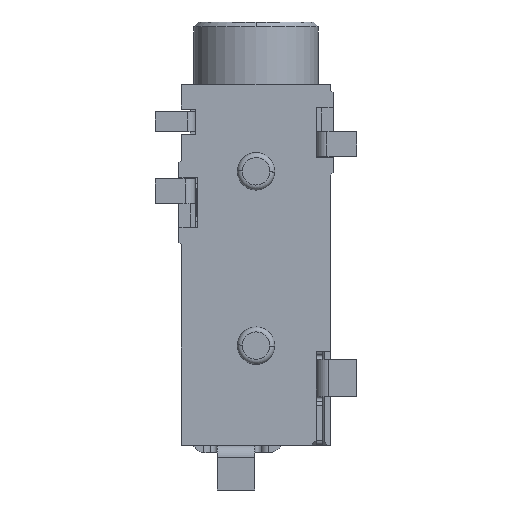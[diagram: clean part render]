
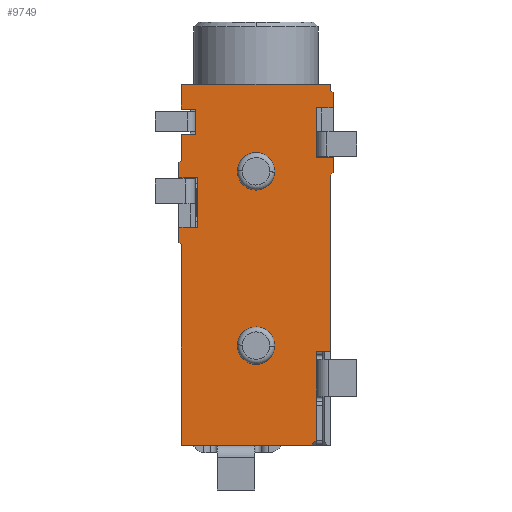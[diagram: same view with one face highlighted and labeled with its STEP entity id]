
A CAD part, front view. The second image highlights one B-rep face of the part: STEP entity #9749.
In plain terms, the highlighted planar face has unit normal (0, -1, 0).
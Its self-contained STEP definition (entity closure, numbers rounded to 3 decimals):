
#73=DIRECTION('',(1.,0.,0.));
#74=VECTOR('',#73,0.57);
#75=CARTESIAN_POINT('',(-3.,-2.5,-4.5));
#76=LINE('',#75,#74);
#105=DIRECTION('',(-1.,0.,0.));
#106=VECTOR('',#105,0.57);
#107=CARTESIAN_POINT('',(-2.43,-2.5,-3.5));
#108=LINE('',#107,#106);
#309=DIRECTION('',(0.,0.,1.));
#310=VECTOR('',#309,1.);
#311=CARTESIAN_POINT('',(-2.43,-2.5,-4.5));
#312=LINE('',#311,#310);
#317=CARTESIAN_POINT('',(0.,-2.5,-13.));
#318=DIRECTION('',(0.,1.,0.));
#319=DIRECTION('',(-1.,0.,0.));
#320=AXIS2_PLACEMENT_3D('',#317,#318,#319);
#322=CARTESIAN_POINT('',(0.,-2.5,-6.));
#323=DIRECTION('',(0.,1.,0.));
#324=DIRECTION('',(-1.,0.,0.));
#325=AXIS2_PLACEMENT_3D('',#322,#323,#324);
#327=DIRECTION('',(0.,0.,-1.));
#328=VECTOR('',#327,8.05);
#329=CARTESIAN_POINT('',(-3.,-2.5,-8.95));
#330=LINE('',#329,#328);
#331=DIRECTION('',(0.707,0.,-0.707));
#332=VECTOR('',#331,0.141);
#333=CARTESIAN_POINT('',(-3.1,-2.5,-8.85));
#334=LINE('',#333,#332);
#335=DIRECTION('',(0.,0.,-1.));
#336=VECTOR('',#335,0.6);
#337=CARTESIAN_POINT('',(-3.1,-2.5,-8.25));
#338=LINE('',#337,#336);
#339=DIRECTION('',(0.,0.,-1.));
#340=VECTOR('',#339,2.);
#341=CARTESIAN_POINT('',(-2.34,-2.5,-6.25));
#342=LINE('',#341,#340);
#343=DIRECTION('',(0.,0.,-1.));
#344=VECTOR('',#343,0.6);
#345=CARTESIAN_POINT('',(-3.1,-2.5,-5.65));
#346=LINE('',#345,#344);
#347=DIRECTION('',(-0.707,0.,-0.707));
#348=VECTOR('',#347,0.141);
#349=CARTESIAN_POINT('',(-3.,-2.5,-5.55));
#350=LINE('',#349,#348);
#351=DIRECTION('',(0.,0.,-1.));
#352=VECTOR('',#351,1.05);
#353=CARTESIAN_POINT('',(-3.,-2.5,-4.5));
#354=LINE('',#353,#352);
#355=DIRECTION('',(0.,0.,-1.));
#356=VECTOR('',#355,1.);
#357=CARTESIAN_POINT('',(-3.,-2.5,-2.5));
#358=LINE('',#357,#356);
#359=DIRECTION('',(-1.,0.,0.));
#360=VECTOR('',#359,3.);
#361=CARTESIAN_POINT('',(0.,-2.5,-2.5));
#362=LINE('',#361,#360);
#363=DIRECTION('',(-1.,0.,0.));
#364=VECTOR('',#363,3.);
#365=CARTESIAN_POINT('',(3.,-2.5,-2.5));
#366=LINE('',#365,#364);
#367=DIRECTION('',(-0.707,0.,0.707));
#368=VECTOR('',#367,0.141);
#369=CARTESIAN_POINT('',(3.1,-2.5,-2.85));
#370=LINE('',#369,#368);
#371=DIRECTION('',(0.,0.,1.));
#372=VECTOR('',#371,0.6);
#373=CARTESIAN_POINT('',(3.1,-2.5,-3.45));
#374=LINE('',#373,#372);
#375=DIRECTION('',(0.,0.,1.));
#376=VECTOR('',#375,2.);
#377=CARTESIAN_POINT('',(2.43,-2.5,-5.45));
#378=LINE('',#377,#376);
#379=DIRECTION('',(0.,0.,1.));
#380=VECTOR('',#379,0.6);
#381=CARTESIAN_POINT('',(3.1,-2.5,-6.05));
#382=LINE('',#381,#380);
#383=DIRECTION('',(0.707,0.,0.707));
#384=VECTOR('',#383,0.141);
#385=CARTESIAN_POINT('',(3.,-2.5,-6.15));
#386=LINE('',#385,#384);
#387=DIRECTION('',(1.,0.,0.));
#388=VECTOR('',#387,0.585);
#389=CARTESIAN_POINT('',(2.415,-2.5,-13.25));
#390=LINE('',#389,#388);
#391=DIRECTION('',(0.707,0.,0.707));
#392=VECTOR('',#391,0.283);
#393=CARTESIAN_POINT('',(2.215,-2.5,-17.));
#394=LINE('',#393,#392);
#395=CARTESIAN_POINT('',(0.,-2.5,-13.));
#396=DIRECTION('',(0.,1.,0.));
#397=DIRECTION('',(1.,0.,0.));
#398=AXIS2_PLACEMENT_3D('',#395,#396,#397);
#448=CARTESIAN_POINT('',(0.,-2.5,-6.));
#449=DIRECTION('',(0.,1.,0.));
#450=DIRECTION('',(1.,0.,0.));
#451=AXIS2_PLACEMENT_3D('',#448,#449,#450);
#529=DIRECTION('',(-1.,0.,0.));
#530=VECTOR('',#529,5.215);
#531=CARTESIAN_POINT('',(2.215,-2.5,-17.));
#532=LINE('',#531,#530);
#1086=DIRECTION('',(-1.,0.,0.));
#1087=VECTOR('',#1086,0.76);
#1088=CARTESIAN_POINT('',(-2.34,-2.5,-6.25));
#1089=LINE('',#1088,#1087);
#3235=DIRECTION('',(0.,0.,-1.));
#3236=VECTOR('',#3235,0.25);
#3237=CARTESIAN_POINT('',(3.,-2.5,-2.5));
#3238=LINE('',#3237,#3236);
#3251=DIRECTION('',(0.,0.,-1.));
#3252=VECTOR('',#3251,7.1);
#3253=CARTESIAN_POINT('',(3.,-2.5,-6.15));
#3254=LINE('',#3253,#3252);
#5012=DIRECTION('',(0.,0.,-1.));
#5013=VECTOR('',#5012,3.55);
#5014=CARTESIAN_POINT('',(2.415,-2.5,-13.25));
#5015=LINE('',#5014,#5013);
#5588=DIRECTION('',(1.,0.,0.));
#5589=VECTOR('',#5588,0.67);
#5590=CARTESIAN_POINT('',(2.43,-2.5,-5.45));
#5591=LINE('',#5590,#5589);
#6708=DIRECTION('',(-1.,0.,0.));
#6709=VECTOR('',#6708,0.67);
#6710=CARTESIAN_POINT('',(3.1,-2.5,-3.45));
#6711=LINE('',#6710,#6709);
#6868=DIRECTION('',(1.,0.,0.));
#6869=VECTOR('',#6868,0.76);
#6870=CARTESIAN_POINT('',(-3.1,-2.5,-8.25));
#6871=LINE('',#6870,#6869);
#8269=CARTESIAN_POINT('',(2.43,-2.5,-5.45));
#8270=VERTEX_POINT('',#8269);
#8271=CARTESIAN_POINT('',(3.1,-2.5,-5.45));
#8272=VERTEX_POINT('',#8271);
#8278=CARTESIAN_POINT('',(2.43,-2.5,-3.45));
#8280=VERTEX_POINT('',#8278);
#8281=CARTESIAN_POINT('',(3.1,-2.5,-3.45));
#8282=VERTEX_POINT('',#8281);
#8389=CARTESIAN_POINT('',(3.,-2.5,-13.25));
#8390=VERTEX_POINT('',#8389);
#8391=CARTESIAN_POINT('',(2.415,-2.5,-13.25));
#8392=VERTEX_POINT('',#8391);
#8405=CARTESIAN_POINT('',(2.415,-2.5,-16.8));
#8406=VERTEX_POINT('',#8405);
#8409=CARTESIAN_POINT('',(2.215,-2.5,-17.));
#8410=VERTEX_POINT('',#8409);
#8559=CARTESIAN_POINT('',(-3.,-2.5,-2.5));
#8560=CARTESIAN_POINT('',(-3.,-2.5,-3.5));
#8561=VERTEX_POINT('',#8559);
#8562=VERTEX_POINT('',#8560);
#8563=CARTESIAN_POINT('',(0.,-2.5,-2.5));
#8564=VERTEX_POINT('',#8563);
#8565=CARTESIAN_POINT('',(3.,-2.5,-2.5));
#8566=VERTEX_POINT('',#8565);
#8567=CARTESIAN_POINT('',(3.,-2.5,-2.75));
#8568=VERTEX_POINT('',#8567);
#8569=CARTESIAN_POINT('',(3.1,-2.5,-2.85));
#8570=VERTEX_POINT('',#8569);
#8571=CARTESIAN_POINT('',(3.1,-2.5,-6.05));
#8572=VERTEX_POINT('',#8571);
#8573=CARTESIAN_POINT('',(3.,-2.5,-6.15));
#8574=VERTEX_POINT('',#8573);
#8619=CARTESIAN_POINT('',(-2.43,-2.5,-3.5));
#8621=VERTEX_POINT('',#8619);
#8622=CARTESIAN_POINT('',(-2.43,-2.5,-4.5));
#8623=VERTEX_POINT('',#8622);
#8684=CARTESIAN_POINT('',(-2.34,-2.5,-6.25));
#8685=VERTEX_POINT('',#8684);
#8686=CARTESIAN_POINT('',(-3.1,-2.5,-6.25));
#8687=VERTEX_POINT('',#8686);
#8688=CARTESIAN_POINT('',(-3.1,-2.5,-8.85));
#8689=CARTESIAN_POINT('',(-3.,-2.5,-8.95));
#8690=VERTEX_POINT('',#8688);
#8691=VERTEX_POINT('',#8689);
#8692=CARTESIAN_POINT('',(-3.,-2.5,-17.));
#8693=VERTEX_POINT('',#8692);
#8694=CARTESIAN_POINT('',(-3.,-2.5,-4.5));
#8695=VERTEX_POINT('',#8694);
#8696=CARTESIAN_POINT('',(-3.,-2.5,-5.55));
#8697=VERTEX_POINT('',#8696);
#8698=CARTESIAN_POINT('',(-3.1,-2.5,-5.65));
#8699=VERTEX_POINT('',#8698);
#8700=CARTESIAN_POINT('',(-2.34,-2.5,-8.25));
#8701=VERTEX_POINT('',#8700);
#8702=CARTESIAN_POINT('',(-3.1,-2.5,-8.25));
#8703=VERTEX_POINT('',#8702);
#8740=CARTESIAN_POINT('',(0.75,-2.5,-13.));
#8742=VERTEX_POINT('',#8740);
#8744=CARTESIAN_POINT('',(-0.75,-2.5,-13.));
#8746=VERTEX_POINT('',#8744);
#8752=CARTESIAN_POINT('',(0.75,-2.5,-6.));
#8754=VERTEX_POINT('',#8752);
#8756=CARTESIAN_POINT('',(-0.75,-2.5,-6.));
#8758=VERTEX_POINT('',#8756);
#9677=CARTESIAN_POINT('',(-2.765,-2.5,-17.));
#9678=DIRECTION('',(0.,-1.,0.));
#9679=DIRECTION('',(1.,0.,0.));
#9680=AXIS2_PLACEMENT_3D('',#9677,#9678,#9679);
#9681=PLANE('',#9680);
#9683=ORIENTED_EDGE('',*,*,#9682,.T.);
#9685=ORIENTED_EDGE('',*,*,#9684,.F.);
#9687=ORIENTED_EDGE('',*,*,#9686,.F.);
#9689=ORIENTED_EDGE('',*,*,#9688,.F.);
#9691=ORIENTED_EDGE('',*,*,#9690,.T.);
#9693=ORIENTED_EDGE('',*,*,#9692,.F.);
#9695=ORIENTED_EDGE('',*,*,#9694,.T.);
#9697=ORIENTED_EDGE('',*,*,#9696,.F.);
#9699=ORIENTED_EDGE('',*,*,#9698,.F.);
#9701=ORIENTED_EDGE('',*,*,#9700,.F.);
#9702=ORIENTED_EDGE('',*,*,#9335,.T.);
#9703=ORIENTED_EDGE('',*,*,#9666,.T.);
#9704=ORIENTED_EDGE('',*,*,#9380,.T.);
#9706=ORIENTED_EDGE('',*,*,#9705,.F.);
#9708=ORIENTED_EDGE('',*,*,#9707,.F.);
#9710=ORIENTED_EDGE('',*,*,#9709,.F.);
#9712=ORIENTED_EDGE('',*,*,#9711,.T.);
#9714=ORIENTED_EDGE('',*,*,#9713,.F.);
#9716=ORIENTED_EDGE('',*,*,#9715,.F.);
#9718=ORIENTED_EDGE('',*,*,#9717,.T.);
#9720=ORIENTED_EDGE('',*,*,#9719,.F.);
#9722=ORIENTED_EDGE('',*,*,#9721,.T.);
#9724=ORIENTED_EDGE('',*,*,#9723,.F.);
#9726=ORIENTED_EDGE('',*,*,#9725,.F.);
#9728=ORIENTED_EDGE('',*,*,#9727,.T.);
#9730=ORIENTED_EDGE('',*,*,#9729,.F.);
#9732=ORIENTED_EDGE('',*,*,#9731,.T.);
#9734=ORIENTED_EDGE('',*,*,#9733,.F.);
#9735=EDGE_LOOP('',(#9683,#9685,#9687,#9689,#9691,#9693,#9695,#9697,#9699,#9701,
#9702,#9703,#9704,#9706,#9708,#9710,#9712,#9714,#9716,#9718,#9720,#9722,#9724,
#9726,#9728,#9730,#9732,#9734));
#9736=FACE_OUTER_BOUND('',#9735,.F.);
#9738=ORIENTED_EDGE('',*,*,#9737,.F.);
#9740=ORIENTED_EDGE('',*,*,#9739,.F.);
#9741=EDGE_LOOP('',(#9738,#9740));
#9742=FACE_BOUND('',#9741,.F.);
#9744=ORIENTED_EDGE('',*,*,#9743,.F.);
#9746=ORIENTED_EDGE('',*,*,#9745,.F.);
#9747=EDGE_LOOP('',(#9744,#9746));
#9748=FACE_BOUND('',#9747,.F.);
#321=CIRCLE('',#320,0.75);
#326=CIRCLE('',#325,0.75);
#399=CIRCLE('',#398,0.75);
#452=CIRCLE('',#451,0.75);
#9335=EDGE_CURVE('',#8695,#8623,#76,.T.);
#9380=EDGE_CURVE('',#8621,#8562,#108,.T.);
#9666=EDGE_CURVE('',#8623,#8621,#312,.T.);
#9682=EDGE_CURVE('',#8410,#8693,#532,.T.);
#9684=EDGE_CURVE('',#8691,#8693,#330,.T.);
#9686=EDGE_CURVE('',#8690,#8691,#334,.T.);
#9688=EDGE_CURVE('',#8703,#8690,#338,.T.);
#9690=EDGE_CURVE('',#8703,#8701,#6871,.T.);
#9692=EDGE_CURVE('',#8685,#8701,#342,.T.);
#9694=EDGE_CURVE('',#8685,#8687,#1089,.T.);
#9696=EDGE_CURVE('',#8699,#8687,#346,.T.);
#9698=EDGE_CURVE('',#8697,#8699,#350,.T.);
#9700=EDGE_CURVE('',#8695,#8697,#354,.T.);
#9705=EDGE_CURVE('',#8561,#8562,#358,.T.);
#9707=EDGE_CURVE('',#8564,#8561,#362,.T.);
#9709=EDGE_CURVE('',#8566,#8564,#366,.T.);
#9711=EDGE_CURVE('',#8566,#8568,#3238,.T.);
#9713=EDGE_CURVE('',#8570,#8568,#370,.T.);
#9715=EDGE_CURVE('',#8282,#8570,#374,.T.);
#9717=EDGE_CURVE('',#8282,#8280,#6711,.T.);
#9719=EDGE_CURVE('',#8270,#8280,#378,.T.);
#9721=EDGE_CURVE('',#8270,#8272,#5591,.T.);
#9723=EDGE_CURVE('',#8572,#8272,#382,.T.);
#9725=EDGE_CURVE('',#8574,#8572,#386,.T.);
#9727=EDGE_CURVE('',#8574,#8390,#3254,.T.);
#9729=EDGE_CURVE('',#8392,#8390,#390,.T.);
#9731=EDGE_CURVE('',#8392,#8406,#5015,.T.);
#9733=EDGE_CURVE('',#8410,#8406,#394,.T.);
#9737=EDGE_CURVE('',#8754,#8758,#452,.T.);
#9739=EDGE_CURVE('',#8758,#8754,#326,.T.);
#9743=EDGE_CURVE('',#8742,#8746,#399,.T.);
#9745=EDGE_CURVE('',#8746,#8742,#321,.T.);
#9749=ADVANCED_FACE('',(#9736,#9742,#9748),#9681,.T.);
